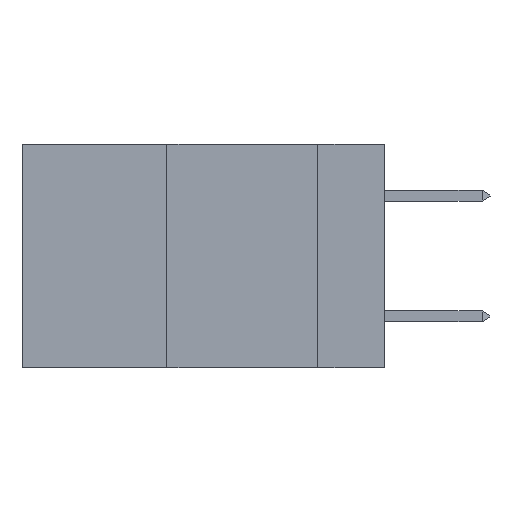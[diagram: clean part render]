
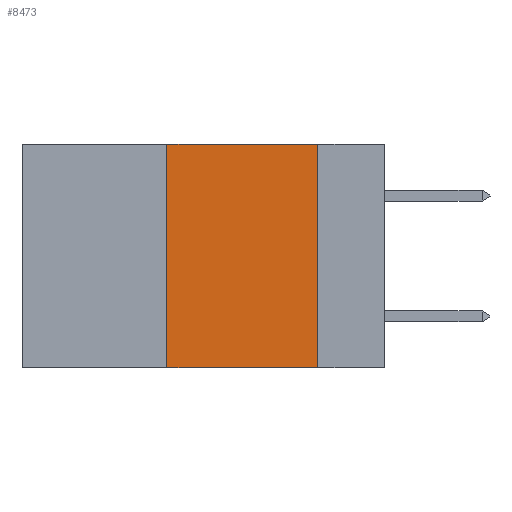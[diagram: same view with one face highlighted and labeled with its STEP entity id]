
A CAD part, left-side view. The second image highlights one B-rep face of the part: STEP entity #8473.
In plain terms, the highlighted planar face has unit normal (-1, 0, 0).
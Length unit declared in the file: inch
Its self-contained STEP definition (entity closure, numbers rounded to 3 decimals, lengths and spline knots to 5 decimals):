
#103 = DIRECTION ( 'NONE',  ( 1., 0., 0. ) ) ;
#888 = CARTESIAN_POINT ( 'NONE',  ( 0., 0.11, 0. ) ) ;
#1310 = EDGE_CURVE ( 'NONE', #19484, #12397, #16891, .T. ) ;
#2106 = CARTESIAN_POINT ( 'NONE',  ( 0., 0.36, 0. ) ) ;
#2677 = CARTESIAN_POINT ( 'NONE',  ( 0., 0.6, 0. ) ) ;
#3341 = DIRECTION ( 'NONE',  ( 0., 0., -1. ) ) ;
#3551 = FACE_OUTER_BOUND ( 'NONE', #8352, .T. ) ;
#4864 = VERTEX_POINT ( 'NONE', #888 ) ;
#4869 = ORIENTED_EDGE ( 'NONE', *, *, #17892, .F. ) ;
#4989 = CARTESIAN_POINT ( 'NONE',  ( 0., 0.36, 0. ) ) ;
#5256 = DIRECTION ( 'NONE',  ( 0., 0., 1. ) ) ;
#6198 = AXIS2_PLACEMENT_3D ( 'NONE', #16600, #103, #3341 ) ;
#7073 = CARTESIAN_POINT ( 'NONE',  ( 0., 0.36, -0.37 ) ) ;
#7891 = EDGE_CURVE ( 'NONE', #19484, #18248, #9838, .T. ) ;
#7894 = DIRECTION ( 'NONE',  ( 0., -1., 0. ) ) ;
#7952 = LINE ( 'NONE', #2677, #15632 ) ;
#8038 = ORIENTED_EDGE ( 'NONE', *, *, #12283, .F. ) ;
#8352 = EDGE_LOOP ( 'NONE', ( #8038, #4869, #9348, #8610 ) ) ;
#8463 = VECTOR ( 'NONE', #11024, 39.37008 ) ;
#8473 = ADVANCED_FACE ( 'NONE', ( #3551 ), #16707, .F. ) ;
#8573 = VECTOR ( 'NONE', #7894, 39.37008 ) ;
#8610 = ORIENTED_EDGE ( 'NONE', *, *, #7891, .T. ) ;
#9348 = ORIENTED_EDGE ( 'NONE', *, *, #1310, .F. ) ;
#9838 = LINE ( 'NONE', #16200, #8573 ) ;
#11024 = DIRECTION ( 'NONE',  ( 0., 0., -1. ) ) ;
#11457 = LINE ( 'NONE', #12753, #8463 ) ;
#12283 = EDGE_CURVE ( 'NONE', #4864, #18248, #11457, .T. ) ;
#12397 = VERTEX_POINT ( 'NONE', #4989 ) ;
#12753 = CARTESIAN_POINT ( 'NONE',  ( 0., 0.11, 0. ) ) ;
#13664 = CARTESIAN_POINT ( 'NONE',  ( 0., 0.11, -0.37 ) ) ;
#14538 = DIRECTION ( 'NONE',  ( 0., -1., 0. ) ) ;
#15632 = VECTOR ( 'NONE', #14538, 39.37008 ) ;
#16200 = CARTESIAN_POINT ( 'NONE',  ( 0., 0.6, -0.37 ) ) ;
#16600 = CARTESIAN_POINT ( 'NONE',  ( 0., 0.6, 0. ) ) ;
#16707 = PLANE ( 'NONE',  #6198 ) ;
#16891 = LINE ( 'NONE', #2106, #20428 ) ;
#17892 = EDGE_CURVE ( 'NONE', #12397, #4864, #7952, .T. ) ;
#18248 = VERTEX_POINT ( 'NONE', #13664 ) ;
#19484 = VERTEX_POINT ( 'NONE', #7073 ) ;
#20428 = VECTOR ( 'NONE', #5256, 39.37008 ) ;
